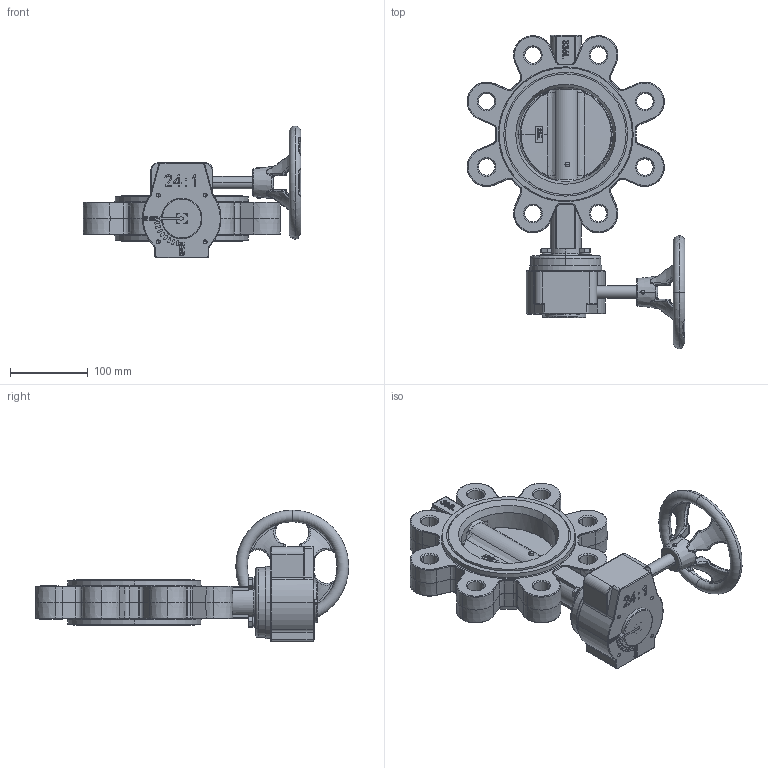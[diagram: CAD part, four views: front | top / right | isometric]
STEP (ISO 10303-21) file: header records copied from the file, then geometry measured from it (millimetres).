
FILE_DESCRIPTION (( 'STEP AP203' ), '1' );
FILE_NAME ('L9 DN125 + RM PN25.STEP', '2023-11-21T07:24:14', ( '' ), ( '' ), 'SwSTEP 2.0', 'SolidWorks 2023', '' );
FILE_SCHEMA (( 'CONFIG_CONTROL_DESIGN' ));
Length unit declared in the file: millimetre
Products named in the file (1): L9 DN125 + RM PN25
Bounding box: 279.63 x 402.3 x 169 mm (x, y, z)
Volume: 2451265.4 mm3; surface area: 283210.9 mm2
Topology: 1 solids, 11 shells, 1624 faces, 4037 edges, 2468 vertices
Faces by surface type: plane 611, bspline 286, cylinder 284, cone 214, torus 193, sphere 36
Entity records: 75788 total; most frequent: CARTESIAN_POINT 39068, ORIENTED_EDGE 7958, DIRECTION 7139, EDGE_CURVE 3979, AXIS2_PLACEMENT_3D 2633, VERTEX_POINT 2468, LINE 1873, VECTOR 1873
